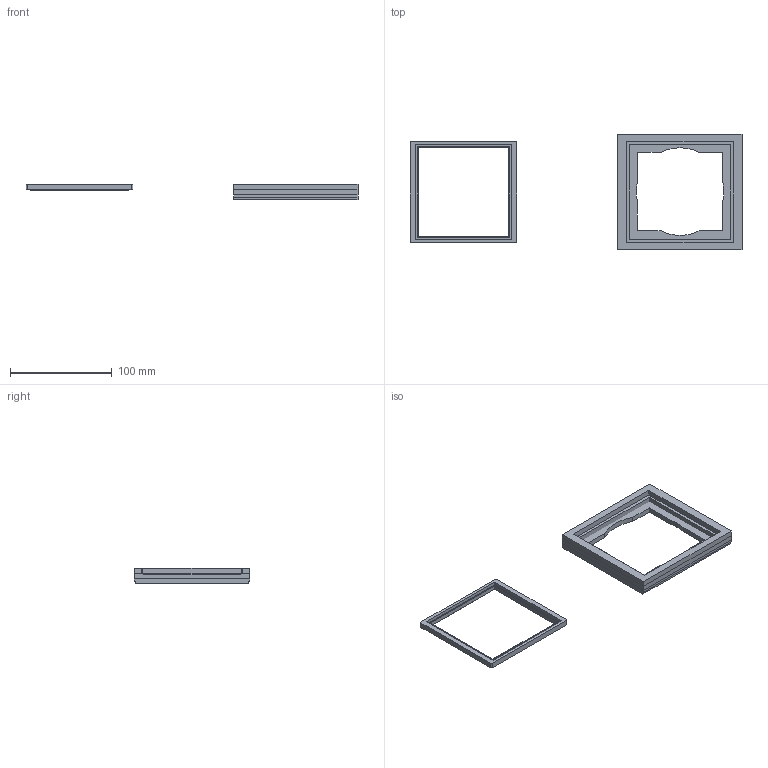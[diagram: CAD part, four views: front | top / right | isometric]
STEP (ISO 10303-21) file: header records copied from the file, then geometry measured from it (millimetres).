
FILE_DESCRIPTION(/* description */ (''),/* implementation_level */ '2;1');
FILE_NAME(/* name */ '格拉菲~1',/* time_stamp */ '2021-03-01T16:22:28+08:00',/* author */ (''),/* organization */ (''),/* preprocessor_version */ 'ST-DEVELOPER v15',/* originating_system */ '',/* authorisation */ '');
FILE_SCHEMA (('AUTOMOTIVE_DESIGN'));
Length unit declared in the file: millimetre
Products named in the file (1): Document
Bounding box: 325.94 x 113 x 15.55 mm (x, y, z)
Volume: 93240.2 mm3; surface area: 50587.8 mm2
Topology: 3 solids, 3 shells, 97 faces, 258 edges, 165 vertices
Faces by surface type: bspline 97
Entity records: 6352 total; most frequent: CARTESIAN_POINT 3040, B_SPLINE_CURVE_WITH_KNOTS 711, ORIENTED_EDGE 502, PCURVE 502, DEFINITIONAL_REPRESENTATION 502, SURFACE_CURVE 251, EDGE_CURVE 251, VERTEX_POINT 158
